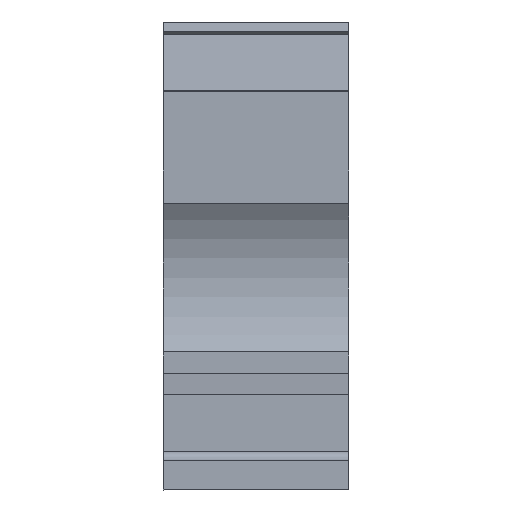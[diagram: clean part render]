
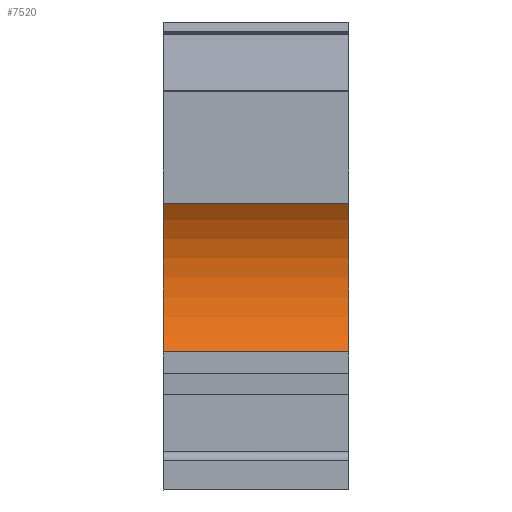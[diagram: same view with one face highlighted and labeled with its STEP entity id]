
A CAD part, front view. The second image highlights one B-rep face of the part: STEP entity #7520.
In plain terms, the highlighted cylindrical face has radius 13.2 mm (diameter 26.4 mm), a partial arc.
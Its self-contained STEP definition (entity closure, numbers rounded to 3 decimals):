
#4280=CARTESIAN_POINT('',(-1.1,83.2,
8.02));
#4290=VERTEX_POINT('',#4280);
#4320=CARTESIAN_POINT('',(-1.1,93.885,
15.77));
#4330=DIRECTION('',(-1.,0.,0.));
#4340=DIRECTION('',(0.,-1.,0.));
#4350=AXIS2_PLACEMENT_3D('',#4320,#4330,#4340);
#4360=CIRCLE('',#4350,13.2);
#4370=CARTESIAN_POINT('',(-1.1,83.2,
23.52));
#4380=VERTEX_POINT('',#4370);
#4390=EDGE_CURVE('',#4290,#4380,#4360,.T.);
#7030=CARTESIAN_POINT('',(-1.1,83.2,
23.52));
#7040=DIRECTION('',(-1.,0.,0.));
#7050=VECTOR('',#7040,1.);
#7060=LINE('',#7030,#7050);
#7070=CARTESIAN_POINT('',(18.25,83.2,
23.52));
#7080=VERTEX_POINT('',#7070);
#7090=EDGE_CURVE('',#7080,#4380,#7060,.T.);
#7280=CARTESIAN_POINT('',(-1.1,93.885,
15.77));
#7290=DIRECTION('',(-1.,0.,0.));
#7300=DIRECTION('',(0.,-1.,0.));
#7310=AXIS2_PLACEMENT_3D('',#7280,#7290,#7300);
#7320=CYLINDRICAL_SURFACE('',#7310,13.2);
#7330=ORIENTED_EDGE('',*,*,#7090,.F.);
#7340=ORIENTED_EDGE('',*,*,#4390,.T.);
#7350=CARTESIAN_POINT('',(-1.1,83.2,
8.02));
#7360=DIRECTION('',(-1.,0.,0.));
#7370=VECTOR('',#7360,1.);
#7380=LINE('',#7350,#7370);
#7390=CARTESIAN_POINT('',(18.25,83.2,
8.02));
#7400=VERTEX_POINT('',#7390);
#7410=EDGE_CURVE('',#7400,#4290,#7380,.T.);
#7420=ORIENTED_EDGE('',*,*,#7410,.T.);
#7430=CARTESIAN_POINT('',(18.25,93.885,
15.77));
#7440=DIRECTION('',(-1.,0.,0.));
#7450=DIRECTION('',(0.,-1.,0.));
#7460=AXIS2_PLACEMENT_3D('',#7430,#7440,#7450);
#7470=CIRCLE('',#7460,13.2);
#7480=EDGE_CURVE('',#7400,#7080,#7470,.T.);
#7490=ORIENTED_EDGE('',*,*,#7480,.F.);
#7500=EDGE_LOOP('',(#7490,#7420,#7340,#7330));
#7510=FACE_OUTER_BOUND('',#7500,.T.);
#7520=ADVANCED_FACE('',(#7510),#7320,.F.);
